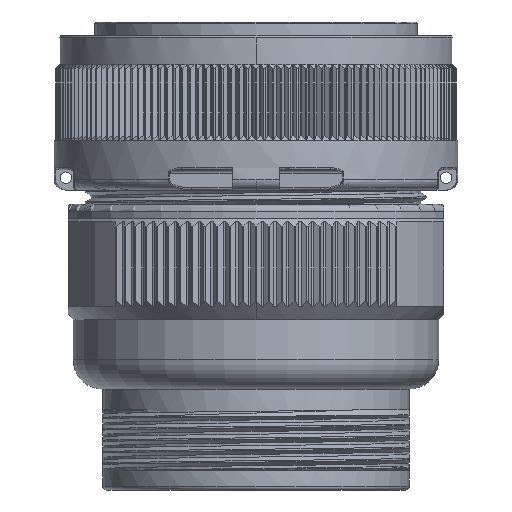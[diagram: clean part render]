
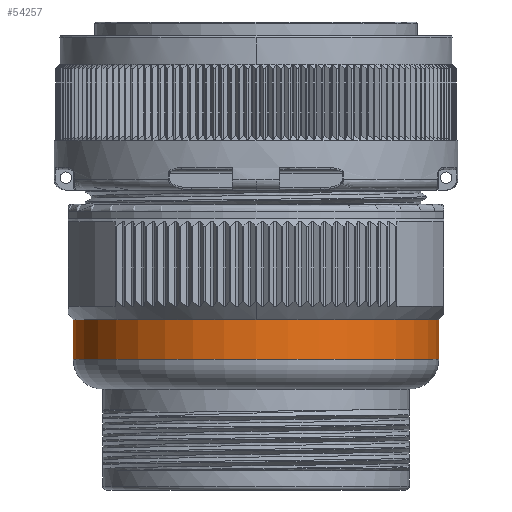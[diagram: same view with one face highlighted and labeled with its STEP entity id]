
A CAD part, front view. The second image highlights one B-rep face of the part: STEP entity #54257.
In plain terms, the highlighted cylindrical face has radius 25.35 mm (diameter 50.7 mm), a partial arc.
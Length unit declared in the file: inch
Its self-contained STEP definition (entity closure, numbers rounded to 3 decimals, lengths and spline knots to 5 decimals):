
#308 = VECTOR ( 'NONE', #58591, 39.37008 ) ;
#2629 = FACE_OUTER_BOUND ( 'NONE', #16115, .T. ) ;
#4799 = LINE ( 'NONE', #85974, #308 ) ;
#5176 = ORIENTED_EDGE ( 'NONE', *, *, #37789, .F. ) ;
#8094 = ORIENTED_EDGE ( 'NONE', *, *, #64323, .F. ) ;
#8256 = AXIS2_PLACEMENT_3D ( 'NONE', #85306, #92491, #13606 ) ;
#11299 = CARTESIAN_POINT ( 'NONE',  ( 0.00307, -0.02585, -1.6063 ) ) ;
#12600 = CARTESIAN_POINT ( 'NONE',  ( 1.0011, -0.02585, -1.6063 ) ) ;
#13606 = DIRECTION ( 'NONE',  ( 1., 0., 0. ) ) ;
#14263 = LINE ( 'NONE', #20652, #41209 ) ;
#16115 = EDGE_LOOP ( 'NONE', ( #5176, #72453, #51037, #69091, #8094 ) ) ;
#20652 = CARTESIAN_POINT ( 'NONE',  ( 1.0011, -0.02585, -0.85058 ) ) ;
#21274 = CARTESIAN_POINT ( 'NONE',  ( 0.00307, -0.02585, -1.6063 ) ) ;
#21754 = VERTEX_POINT ( 'NONE', #29895 ) ;
#29715 = CIRCLE ( 'NONE', #84159, 0.99803 ) ;
#29895 = CARTESIAN_POINT ( 'NONE',  ( -0.99496, -0.02585, -1.82283 ) ) ;
#32999 = DIRECTION ( 'NONE',  ( 0., -1., 0. ) ) ;
#33604 = DIRECTION ( 'NONE',  ( 0., 0., 1. ) ) ;
#34438 = CARTESIAN_POINT ( 'NONE',  ( 0.00307, -0.02585, -1.82283 ) ) ;
#36249 = EDGE_CURVE ( 'NONE', #21754, #54139, #56755, .T. ) ;
#36332 = DIRECTION ( 'NONE',  ( 0., 0., 1. ) ) ;
#37789 = EDGE_CURVE ( 'NONE', #21754, #47013, #4799, .T. ) ;
#41209 = VECTOR ( 'NONE', #36332, 39.37008 ) ;
#45369 = CARTESIAN_POINT ( 'NONE',  ( -0.99496, -0.02585, -1.6063 ) ) ;
#47013 = VERTEX_POINT ( 'NONE', #45369 ) ;
#49223 = VERTEX_POINT ( 'NONE', #12600 ) ;
#49243 = AXIS2_PLACEMENT_3D ( 'NONE', #21274, #79788, #79147 ) ;
#49909 = EDGE_CURVE ( 'NONE', #54139, #49223, #14263, .T. ) ;
#51037 = ORIENTED_EDGE ( 'NONE', *, *, #49909, .T. ) ;
#54139 = VERTEX_POINT ( 'NONE', #55387 ) ;
#54257 = ADVANCED_FACE ( 'NONE', ( #2629 ), #78054, .T. ) ;
#55164 = EDGE_CURVE ( 'NONE', #70271, #49223, #72306, .T. ) ;
#55387 = CARTESIAN_POINT ( 'NONE',  ( 1.0011, -0.02585, -1.82283 ) ) ;
#56711 = DIRECTION ( 'NONE',  ( 0., 0., 1. ) ) ;
#56755 = CIRCLE ( 'NONE', #77117, 0.99803 ) ;
#58591 = DIRECTION ( 'NONE',  ( 0., 0., 1. ) ) ;
#64323 = EDGE_CURVE ( 'NONE', #47013, #70271, #29715, .T. ) ;
#69091 = ORIENTED_EDGE ( 'NONE', *, *, #55164, .F. ) ;
#70271 = VERTEX_POINT ( 'NONE', #87741 ) ;
#70621 = DIRECTION ( 'NONE',  ( 1., 0., 0. ) ) ;
#72306 = CIRCLE ( 'NONE', #49243, 0.99803 ) ;
#72453 = ORIENTED_EDGE ( 'NONE', *, *, #36249, .T. ) ;
#77117 = AXIS2_PLACEMENT_3D ( 'NONE', #34438, #56711, #70621 ) ;
#78054 = CYLINDRICAL_SURFACE ( 'NONE', #8256, 0.99803 ) ;
#79147 = DIRECTION ( 'NONE',  ( 0., -1., 0. ) ) ;
#79788 = DIRECTION ( 'NONE',  ( 0., 0., 1. ) ) ;
#84159 = AXIS2_PLACEMENT_3D ( 'NONE', #11299, #33604, #32999 ) ;
#85306 = CARTESIAN_POINT ( 'NONE',  ( 0.00307, -0.02585, -0.85058 ) ) ;
#85974 = CARTESIAN_POINT ( 'NONE',  ( -0.99496, -0.02585, -0.85058 ) ) ;
#87741 = CARTESIAN_POINT ( 'NONE',  ( 0.00307, -1.02389, -1.6063 ) ) ;
#92491 = DIRECTION ( 'NONE',  ( 0., 0., 1. ) ) ;
